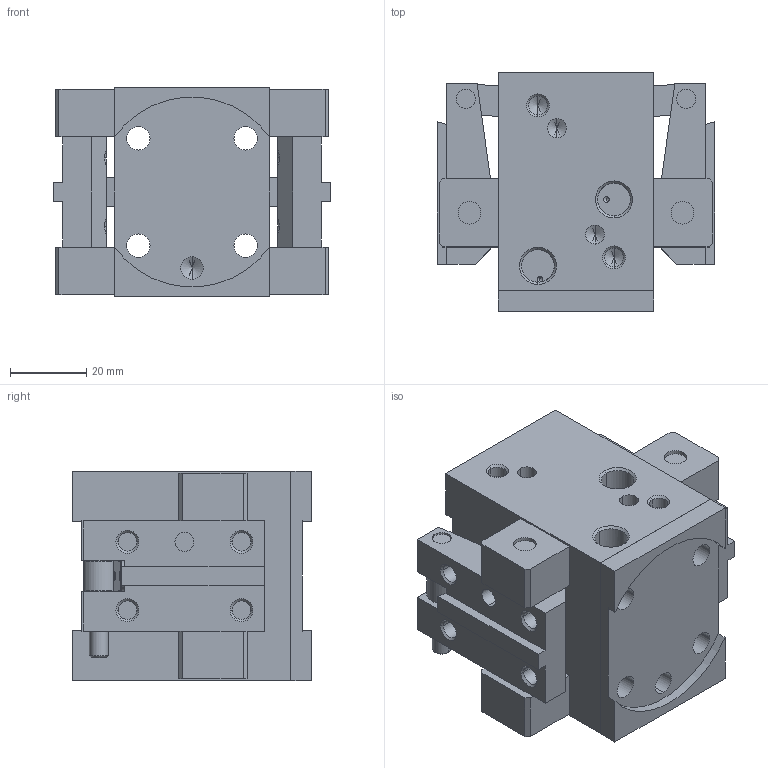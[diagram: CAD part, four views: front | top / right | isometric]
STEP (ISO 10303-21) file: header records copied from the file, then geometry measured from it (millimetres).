
FILE_DESCRIPTION( ( '' ), '1' );
FILE_NAME( '0g550_7_5_op600gbb_0_2_14a.stp', '2010-10-25T15:49:56', ( '' ), ( '' ), ' ', ' ', ' ' );
FILE_SCHEMA( ( 'automotive_design' ) );
Length unit declared in the file: millimetre
Products named in the file (6): 1; 2; 3; 4; 5; 6
Bounding box: 73 x 63 x 55 mm (x, y, z)
Volume: 155290.9 mm3; surface area: 46178.8 mm2
Topology: 6 solids, 6 shells, 312 faces, 830 edges, 518 vertices
Faces by surface type: cylinder 122, plane 118, cone 72
Entity records: 19193 total; most frequent: CARTESIAN_POINT 1950, DIRECTION 1738, STYLED_ITEM 1642, PRESENTATION_STYLE_ASSIGNMENT 1642, COLOUR_RGB 1642, ORIENTED_EDGE 1612, EDGE_CURVE 806, CURVE_STYLE 806
